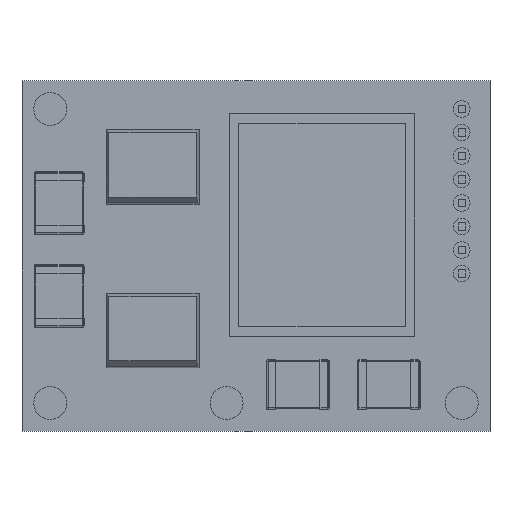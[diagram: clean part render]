
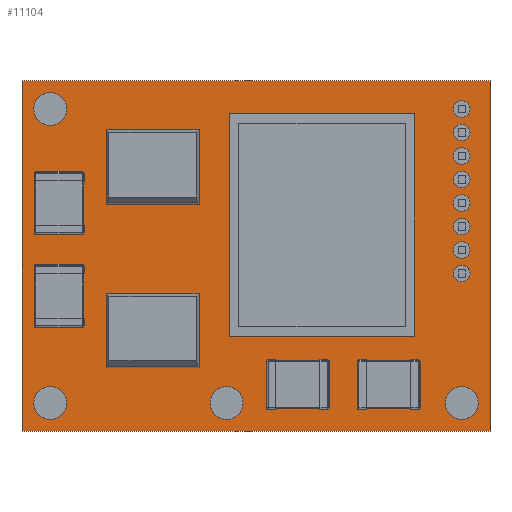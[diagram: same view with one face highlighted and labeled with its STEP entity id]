
A CAD part, top view. The second image highlights one B-rep face of the part: STEP entity #11104.
In plain terms, the highlighted planar face has unit normal (0, 0, 1).
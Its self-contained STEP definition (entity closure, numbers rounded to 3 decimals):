
#10974=CARTESIAN_POINT('',(12.635,9.46,2.6));
#10975=VERTEX_POINT('',#10974);
#10976=CARTESIAN_POINT('',(12.635,-9.46,2.6));
#10977=VERTEX_POINT('',#10976);
#10978=CARTESIAN_POINT('',(12.635,9.46,2.6));
#10979=DIRECTION('',(0.0,-1.0,0.0));
#10980=VECTOR('',#10979,18.92);
#10981=LINE('',#10978,#10980);
#10982=EDGE_CURVE('',#10975,#10977,#10981,.T.);
#11014=CARTESIAN_POINT('',(-12.635,-9.46,2.6));
#11015=VERTEX_POINT('',#11014);
#11016=CARTESIAN_POINT('',(12.635,-9.46,2.6));
#11017=DIRECTION('',(-1.0,0.0,0.0));
#11018=VECTOR('',#11017,25.27);
#11019=LINE('',#11016,#11018);
#11020=EDGE_CURVE('',#10977,#11015,#11019,.T.);
#11045=CARTESIAN_POINT('',(-12.635,9.46,2.6));
#11046=VERTEX_POINT('',#11045);
#11047=CARTESIAN_POINT('',(-12.635,-9.46,2.6));
#11048=DIRECTION('',(0.0,1.0,0.0));
#11049=VECTOR('',#11048,18.92);
#11050=LINE('',#11047,#11049);
#11051=EDGE_CURVE('',#11015,#11046,#11050,.T.);
#11076=CARTESIAN_POINT('',(-12.635,9.46,2.6));
#11077=DIRECTION('',(1.0,0.0,0.0));
#11078=VECTOR('',#11077,25.27);
#11079=LINE('',#11076,#11078);
#11080=EDGE_CURVE('',#11046,#10975,#11079,.T.);
#11093=CARTESIAN_POINT('',(0.0,0.,2.6));
#11094=DIRECTION('',(0.0,0.0,1.0));
#11095=DIRECTION('',(1.0,0.0,0.0));
#11096=AXIS2_PLACEMENT_3D('',#11093,#11094,#11095);
#11097=PLANE('',#11096);
#11098=ORIENTED_EDGE('',*,*,#10982,.F.);
#11099=ORIENTED_EDGE('',*,*,#11080,.F.);
#11100=ORIENTED_EDGE('',*,*,#11051,.F.);
#11101=ORIENTED_EDGE('',*,*,#11020,.F.);
#11102=EDGE_LOOP('',(#11098,#11099,#11100,#11101));
#11103=FACE_OUTER_BOUND('',#11102,.T.);
#11104=ADVANCED_FACE('',(#11103),#11097,.T.);
